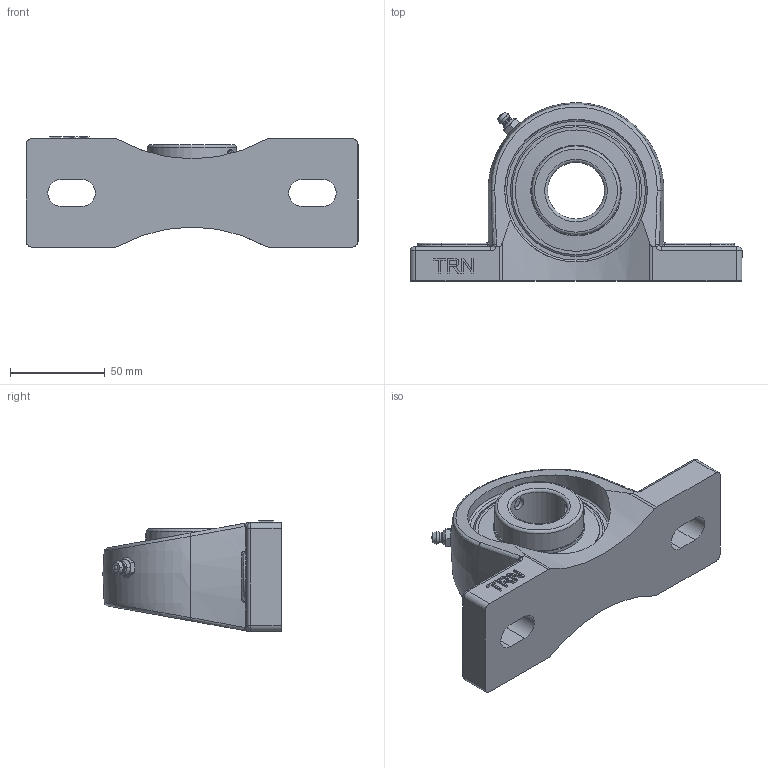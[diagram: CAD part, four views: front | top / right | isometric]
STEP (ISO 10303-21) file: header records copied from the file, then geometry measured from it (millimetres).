
FILE_DESCRIPTION(/* description */ ('Alibre Inc.'),/* implementation_level */ '2;1');
FILE_NAME(/* name */ 'export0',/* time_stamp */ '2015-11-06T08:32:01-08:00',/* author */ (''),/* organization */ (''),/* preprocessor_version */ 'ST-DEVELOPER v12',/* originating_system */ 'Alibre',/* authorisation */ '');
FILE_SCHEMA (('AUTOMOTIVE_DESIGN'));
Length unit declared in the file: inch
Products named in the file (7): 3
Bounding box: 175 x 93.93 x 58 mm (x, y, z)
Volume: 288110.6 mm3; surface area: 75852 mm2
Topology: 8 solids, 8 shells, 255 faces, 636 edges, 392 vertices
Faces by surface type: plane 94, cylinder 65, bspline 38, torus 27, cone 18, sphere 13
Full cylindrical faces by diameter (mm): 1.504 x2, 6 x2, 6.782 x4, 30 x1, 46.736 x4, 47.752 x2, 62.23 x2, 64.008 x2, 75.176 x2
Entity records: 9787 total; most frequent: CARTESIAN_POINT 4501, ORIENTED_EDGE 1072, DIRECTION 934, EDGE_CURVE 536, AXIS2_PLACEMENT_3D 403, VERTEX_POINT 349, EDGE_LOOP 297, FACE_BOUND 297
